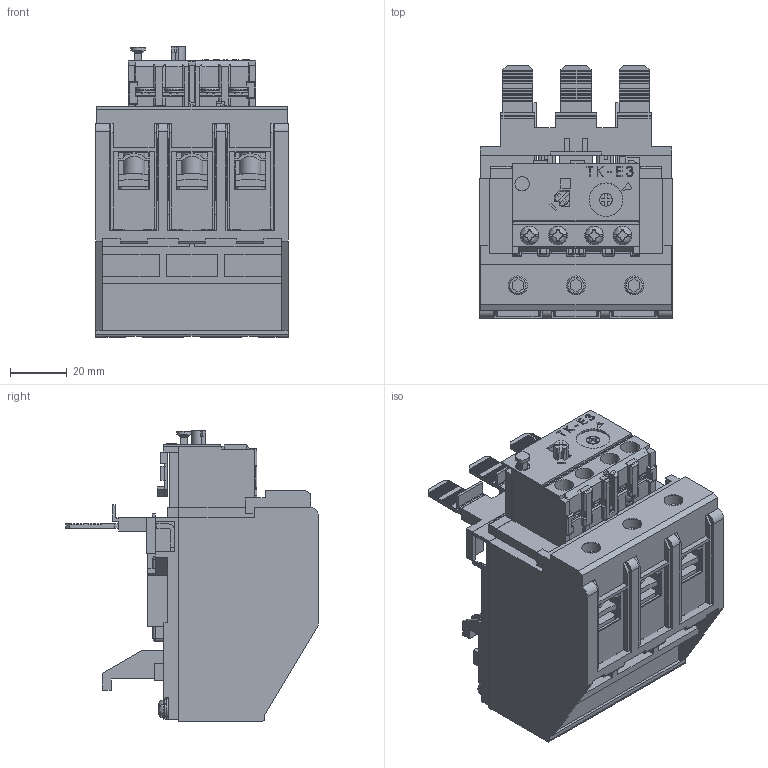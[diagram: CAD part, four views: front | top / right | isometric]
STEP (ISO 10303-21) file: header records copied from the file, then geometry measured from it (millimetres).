
FILE_DESCRIPTION (( 'STEP AP214' ), '1' );
FILE_NAME ('TK-E3-4000.step', '2016-04-18T19:14:55', ( '' ), ( '' ), 'SwSTEP 2.0', 'SolidWorks 2015', '' );
FILE_SCHEMA (( 'AUTOMOTIVE_DESIGN' ));
Length unit declared in the file: inch
Products named in the file (4): TK-E3-COMPONENTS; TK-E3_Upper Case; TK-E3_Lower Case; TK-E3-4000
Assembly tree (3 placements, depth 2):
  TK-E3-4000
    TK-E3_Lower Case
    TK-E3_Upper Case
    TK-E3-COMPONENTS
Bounding box: 68 x 89.2 x 102.5 mm (x, y, z)
Volume: 239713.1 mm3; surface area: 103220.9 mm2
Topology: 57 solids, 57 shells, 2146 faces, 5937 edges, 3893 vertices
Faces by surface type: plane 1711, cylinder 345, bspline 46, cone 44
Entity records: 98203 total; most frequent: CARTESIAN_POINT 14468, ORIENTED_EDGE 11850, DIRECTION 10717, EDGE_CURVE 5925, VECTOR 4841, LINE 4841, VERTEX_POINT 3893, AXIS2_PLACEMENT_3D 2938
